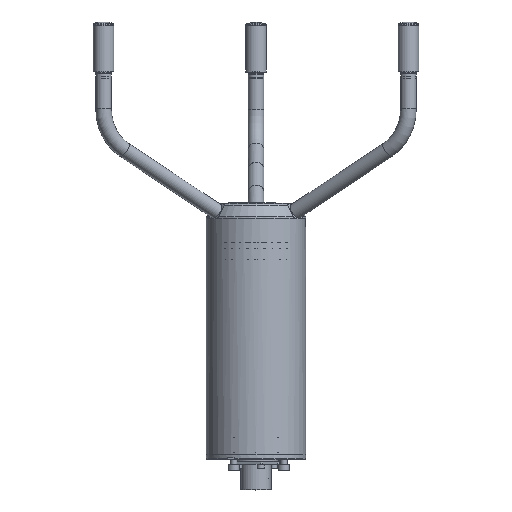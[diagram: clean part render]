
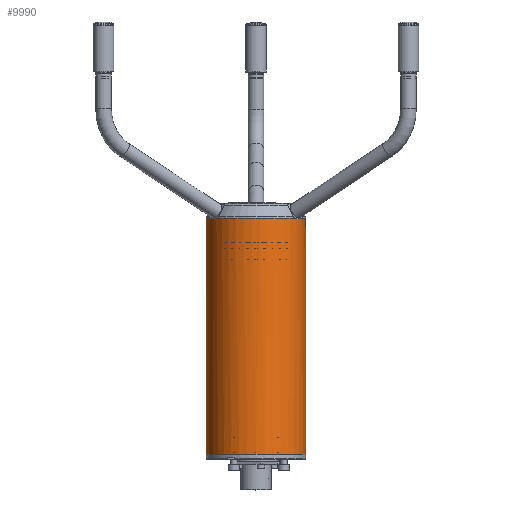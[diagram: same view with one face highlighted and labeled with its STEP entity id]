
A CAD part, top view. The second image highlights one B-rep face of the part: STEP entity #9990.
In plain terms, the highlighted cylindrical face has radius 38.05 mm (diameter 76.1 mm), a full revolution.
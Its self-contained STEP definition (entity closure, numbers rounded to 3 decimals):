
#21=ELLIPSE('',#10787,76.1,38.05);
#22=ELLIPSE('',#10790,76.1,38.05);
#23=ELLIPSE('',#10793,76.1,38.05);
#823=FACE_OUTER_BOUND('',#1509,.T.);
#1509=EDGE_LOOP('',(#6808,#6809,#6810,#6811,#6812,#6813,#6814,#6815,#6816,
#6817));
#2321=LINE('',#16304,#2899);
#2899=VECTOR('',#12589,38.05);
#3479=CIRCLE('',#10771,38.05);
#3480=CIRCLE('',#10773,38.05);
#3483=CIRCLE('',#10778,38.05);
#3484=CIRCLE('',#10779,38.05);
#3501=CIRCLE('',#10835,38.05);
#4230=VERTEX_POINT('',#16078);
#4231=VERTEX_POINT('',#16091);
#4232=VERTEX_POINT('',#16106);
#4234=VERTEX_POINT('',#16120);
#4237=VERTEX_POINT('',#16147);
#4239=VERTEX_POINT('',#16162);
#4240=VERTEX_POINT('',#16175);
#4268=VERTEX_POINT('',#16303);
#5151=EDGE_CURVE('',#4231,#4230,#3479,.T.);
#5153=EDGE_CURVE('',#4232,#4234,#3480,.T.);
#5161=EDGE_CURVE('',#4239,#4240,#3483,.T.);
#5162=EDGE_CURVE('',#4240,#4237,#3484,.T.);
#5165=EDGE_CURVE('',#4234,#4239,#21,.T.);
#5167=EDGE_CURVE('',#4237,#4231,#22,.T.);
#5169=EDGE_CURVE('',#4230,#4232,#23,.T.);
#5219=EDGE_CURVE('',#4240,#4268,#2321,.T.);
#5220=EDGE_CURVE('',#4268,#4268,#3501,.T.);
#6808=ORIENTED_EDGE('',*,*,#5165,.F.);
#6809=ORIENTED_EDGE('',*,*,#5153,.F.);
#6810=ORIENTED_EDGE('',*,*,#5169,.F.);
#6811=ORIENTED_EDGE('',*,*,#5151,.F.);
#6812=ORIENTED_EDGE('',*,*,#5167,.F.);
#6813=ORIENTED_EDGE('',*,*,#5162,.F.);
#6814=ORIENTED_EDGE('',*,*,#5219,.T.);
#6815=ORIENTED_EDGE('',*,*,#5220,.F.);
#6816=ORIENTED_EDGE('',*,*,#5219,.F.);
#6817=ORIENTED_EDGE('',*,*,#5161,.F.);
#9029=CYLINDRICAL_SURFACE('',#10834,38.05);
#9990=ADVANCED_FACE('',(#823),#9029,.T.);
#10771=AXIS2_PLACEMENT_3D('',#16104,#12426,#12427);
#10773=AXIS2_PLACEMENT_3D('',#16121,#12430,#12431);
#10778=AXIS2_PLACEMENT_3D('',#16176,#12440,#12441);
#10779=AXIS2_PLACEMENT_3D('',#16177,#12442,#12443);
#10787=AXIS2_PLACEMENT_3D('',#16193,#12458,#12459);
#10790=AXIS2_PLACEMENT_3D('',#16197,#12464,#12465);
#10793=AXIS2_PLACEMENT_3D('',#16201,#12470,#12471);
#10834=AXIS2_PLACEMENT_3D('',#16302,#12587,#12588);
#10835=AXIS2_PLACEMENT_3D('',#16305,#12590,#12591);
#12426=DIRECTION('center_axis',(0.,1.,0.));
#12427=DIRECTION('ref_axis',(0.866,0.,0.5));
#12430=DIRECTION('center_axis',(0.,1.,0.));
#12431=DIRECTION('ref_axis',(0.866,0.,0.5));
#12440=DIRECTION('center_axis',(0.,1.,0.));
#12441=DIRECTION('ref_axis',(0.866,0.,0.5));
#12442=DIRECTION('center_axis',(0.,1.,0.));
#12443=DIRECTION('ref_axis',(0.866,0.,0.5));
#12458=DIRECTION('center_axis',(0.75,0.5,0.433));
#12459=DIRECTION('ref_axis',(0.433,-0.866,0.25));
#12464=DIRECTION('center_axis',(0.,0.5,-0.866));
#12465=DIRECTION('ref_axis',(0.,0.866,0.5));
#12470=DIRECTION('center_axis',(-0.75,0.5,0.433));
#12471=DIRECTION('ref_axis',(-0.433,-0.866,0.25));
#12587=DIRECTION('center_axis',(0.,1.,0.));
#12588=DIRECTION('ref_axis',(-0.5,0.,0.866));
#12589=DIRECTION('',(0.,-1.,0.));
#12590=DIRECTION('center_axis',(0.,-1.,0.));
#12591=DIRECTION('ref_axis',(0.5,0.,-0.866));
#16078=CARTESIAN_POINT('',(47.47,242.994,330.903));
#16091=CARTESIAN_POINT('',(77.724,242.994,278.501));
#16104=CARTESIAN_POINT('Origin',(82.581,242.994,316.24));
#16106=CARTESIAN_POINT('',(52.327,242.994,339.316));
#16120=CARTESIAN_POINT('',(112.835,242.994,339.316));
#16121=CARTESIAN_POINT('Origin',(82.581,242.994,316.24));
#16147=CARTESIAN_POINT('',(87.438,242.994,278.501));
#16162=CARTESIAN_POINT('',(117.692,242.994,330.903));
#16175=CARTESIAN_POINT('',(101.606,242.994,283.288));
#16176=CARTESIAN_POINT('Origin',(82.581,242.994,316.24));
#16177=CARTESIAN_POINT('Origin',(82.581,242.994,316.24));
#16193=CARTESIAN_POINT('Origin',(82.581,308.36,316.24));
#16197=CARTESIAN_POINT('Origin',(82.581,308.36,316.24));
#16201=CARTESIAN_POINT('Origin',(82.581,308.36,316.24));
#16302=CARTESIAN_POINT('Origin',(82.581,62.735,316.24));
#16303=CARTESIAN_POINT('',(101.606,62.735,283.288));
#16304=CARTESIAN_POINT('',(101.606,62.735,283.288));
#16305=CARTESIAN_POINT('Origin',(82.581,62.735,316.24));
